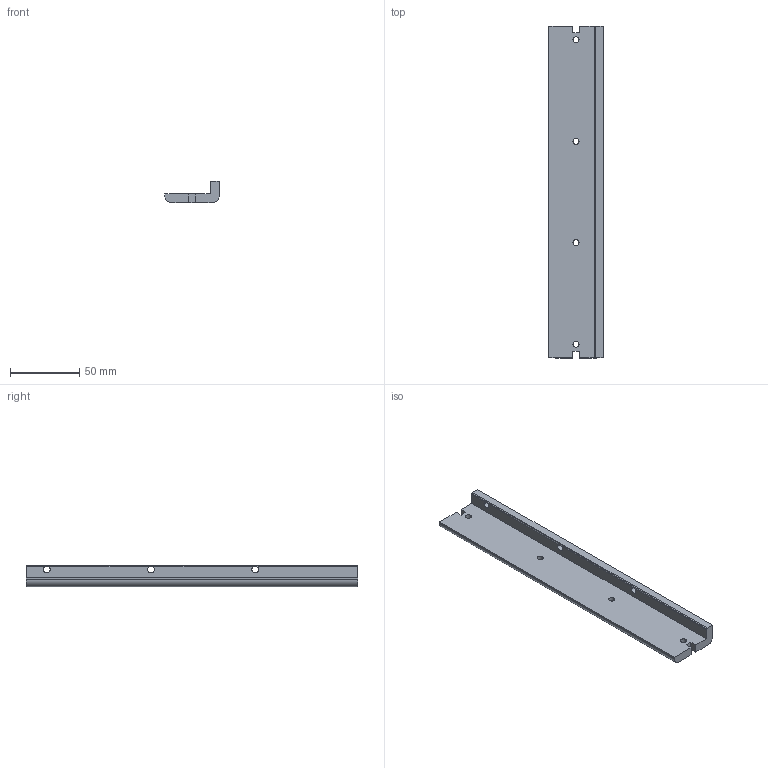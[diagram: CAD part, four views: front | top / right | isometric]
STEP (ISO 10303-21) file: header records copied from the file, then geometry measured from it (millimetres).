
FILE_DESCRIPTION (( 'STEP AP214' ), '1' );
FILE_NAME ('Front Leg - Right.STEP', '2025-09-19T19:54:14', ( '' ), ( '' ), 'SwSTEP 2.0', 'SolidWorks 2025', '' );
FILE_SCHEMA (( 'AUTOMOTIVE_DESIGN' ));
Length unit declared in the file: metre
Products named in the file (1): Front Leg - Right
Bounding box: 39.08 x 239 x 15.35 mm (x, y, z)
Volume: 69274.5 mm3; surface area: 25966.5 mm2
Topology: 1 solids, 1 shells, 37 faces, 111 edges, 74 vertices
Faces by surface type: cylinder 20, plane 17
Entity records: 1394 total; most frequent: CARTESIAN_POINT 304, DIRECTION 227, ORIENTED_EDGE 222, EDGE_CURVE 111, AXIS2_PLACEMENT_3D 81, VERTEX_POINT 74, VECTOR 65, LINE 65
